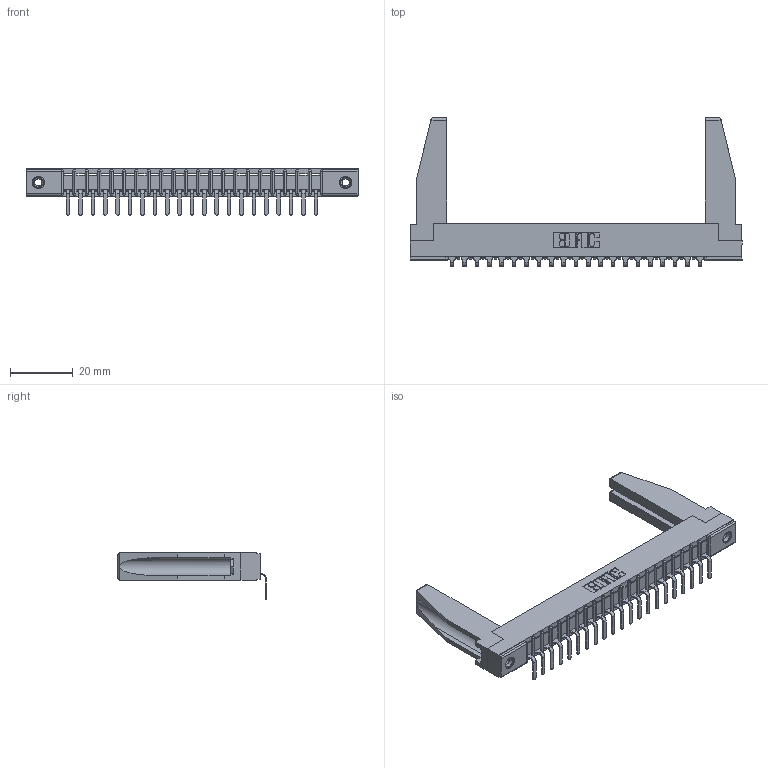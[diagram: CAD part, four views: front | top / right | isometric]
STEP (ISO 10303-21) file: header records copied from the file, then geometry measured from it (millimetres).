
FILE_DESCRIPTION (( 'STEP AP203' ), '1' );
FILE_NAME ('357-021-559-178.STEP', '2022-07-12T22:25:29', ( '' ), ( '' ), 'SwSTEP 2.0', 'SolidWorks 2020', '' );
FILE_SCHEMA (( 'CONFIG_CONTROL_DESIGN' ));
Length unit declared in the file: inch
Products named in the file (5): 357-021-559-178; 307-290-001_558 559 - 1 (Single); 307 Part_.156 Dia Mounting Holes; 307-220-078; 345-250-001_345-250-001-102
Assembly tree (26 placements, depth 2):
  357-021-559-178
    307 Part_.156 Dia Mounting Holes
    307-290-001_558 559 - 1 (Single)  x21
    307-220-078  x2
    345-250-001_345-250-001-102  x2
Bounding box: 106.22 x 47.41 x 14.81 mm (x, y, z)
Volume: 10713.8 mm3; surface area: 14266.3 mm2
Topology: 26 solids, 26 shells, 1530 faces, 4307 edges, 2774 vertices
Faces by surface type: plane 973, cylinder 497, sphere 44, cone 12, torus 4
Entity records: 23135 total; most frequent: CARTESIAN_POINT 3890, ORIENTED_EDGE 3832, DIRECTION 3752, EDGE_CURVE 1916, VECTOR 1464, LINE 1464, VERTEX_POINT 1240, AXIS2_PLACEMENT_3D 1144
